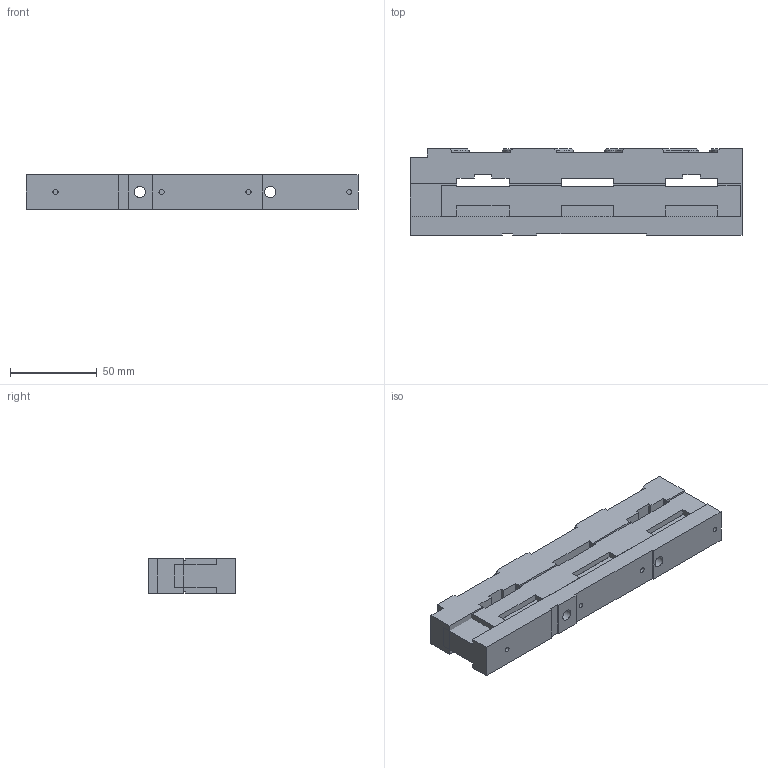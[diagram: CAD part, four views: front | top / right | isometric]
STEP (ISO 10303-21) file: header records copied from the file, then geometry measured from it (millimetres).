
FILE_DESCRIPTION((''),'2;1');
FILE_NAME('01495000.stp','2007-12-22T20:35:42',('Hubert Lenker'),(''),'Autodesk Inventor 10','Autodesk Inventor 10','');
FILE_SCHEMA(('AUTOMOTIVE_DESIGN { 1 0 10303 214 1 1 1 1 }'));
Length unit declared in the file: millimetre
Products named in the file (5): 01495000; 79673000; 79675000; 79672000; 80147000
Assembly tree (7 placements, depth 2):
  01495000
    79673000
    79675000
    79672000
    80147000  x4
Bounding box: 191 x 50 x 20 mm (x, y, z)
Volume: 158252.9 mm3; surface area: 63523.1 mm2
Topology: 7 solids, 7 shells, 356 faces, 967 edges, 640 vertices
Faces by surface type: plane 256, cylinder 42, bspline 40, cone 18
Full cylindrical faces by diameter (mm): 5 x4, 6 x4, 10 x4
Entity records: 9565 total; most frequent: CARTESIAN_POINT 2165, ORIENTED_EDGE 1530, DIRECTION 1405, EDGE_CURVE 765, VECTOR 621, LINE 621, VERTEX_POINT 524, AXIS2_PLACEMENT_3D 392
